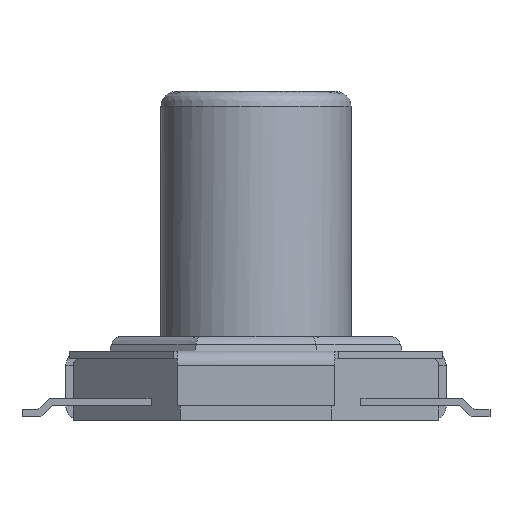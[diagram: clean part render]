
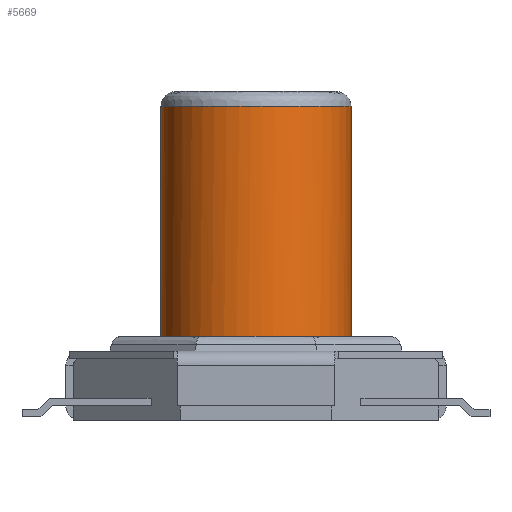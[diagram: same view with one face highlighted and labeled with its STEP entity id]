
A CAD part, front view. The second image highlights one B-rep face of the part: STEP entity #5669.
In plain terms, the highlighted free-form (B-spline) face has degree [2, 1] with [5, 2] control points.
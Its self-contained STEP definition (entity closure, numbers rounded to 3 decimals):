
#538 = VERTEX_POINT('',#539);
#539 = CARTESIAN_POINT('',(-1.3,0.,4.31));
#540 = VERTEX_POINT('',#541);
#541 = CARTESIAN_POINT('',(1.3,0.,4.31));
#593 = EDGE_CURVE('',#540,#594,#596,.T.);
#594 = VERTEX_POINT('',#595);
#595 = CARTESIAN_POINT('',(1.3,0.,1.16));
#596 = B_SPLINE_CURVE_WITH_KNOTS('',1,(#597,#598),.UNSPECIFIED.,.F.,.F.,
  (2,2),(0.2,3.35),.PIECEWISE_BEZIER_KNOTS.);
#597 = CARTESIAN_POINT('',(1.3,0.,4.31));
#598 = CARTESIAN_POINT('',(1.3,0.,1.16));
#601 = VERTEX_POINT('',#602);
#602 = CARTESIAN_POINT('',(-1.3,0.,1.16));
#610 = EDGE_CURVE('',#538,#601,#611,.T.);
#611 = B_SPLINE_CURVE_WITH_KNOTS('',1,(#612,#613),.UNSPECIFIED.,.F.,.F.,
  (2,2),(0.2,3.35),.PIECEWISE_BEZIER_KNOTS.);
#612 = CARTESIAN_POINT('',(-1.3,0.,4.31));
#613 = CARTESIAN_POINT('',(-1.3,0.,1.16));
#5656 = EDGE_CURVE('',#601,#594,#5657,.T.);
#5657 = ( BOUNDED_CURVE() B_SPLINE_CURVE(2,(#5658,#5659,#5660,#5661,
#5662),.UNSPECIFIED.,.F.,.F.) B_SPLINE_CURVE_WITH_KNOTS((3,2,3),(
    3.142,4.712,6.283),
.PIECEWISE_BEZIER_KNOTS.) CURVE() GEOMETRIC_REPRESENTATION_ITEM() 
RATIONAL_B_SPLINE_CURVE((1.,0.707,1.,0.707,1.)) 
REPRESENTATION_ITEM('') );
#5658 = CARTESIAN_POINT('',(-1.3,0.,1.16));
#5659 = CARTESIAN_POINT('',(-1.3,-1.3,1.16));
#5660 = CARTESIAN_POINT('',(0.,-1.3,
    1.16));
#5661 = CARTESIAN_POINT('',(1.3,-1.3,1.16));
#5662 = CARTESIAN_POINT('',(1.3,0.,1.16));
#5669 = ADVANCED_FACE('',(#5670),#5683,.T.);
#5670 = FACE_BOUND('',#5671,.T.);
#5671 = EDGE_LOOP('',(#5672,#5673,#5681,#5682));
#5672 = ORIENTED_EDGE('',*,*,#593,.F.);
#5673 = ORIENTED_EDGE('',*,*,#5674,.T.);
#5674 = EDGE_CURVE('',#540,#538,#5675,.T.);
#5675 = ( BOUNDED_CURVE() B_SPLINE_CURVE(2,(#5676,#5677,#5678,#5679,
#5680),.UNSPECIFIED.,.F.,.F.) B_SPLINE_CURVE_WITH_KNOTS((3,2,3),(0.,
1.571,3.142),.PIECEWISE_BEZIER_KNOTS.) CURVE() 
GEOMETRIC_REPRESENTATION_ITEM() RATIONAL_B_SPLINE_CURVE((1.,
0.707,1.,0.707,1.)) REPRESENTATION_ITEM('') );
#5676 = CARTESIAN_POINT('',(1.3,0.,4.31));
#5677 = CARTESIAN_POINT('',(1.3,-1.3,4.31));
#5678 = CARTESIAN_POINT('',(0.,-1.3,
    4.31));
#5679 = CARTESIAN_POINT('',(-1.3,-1.3,4.31));
#5680 = CARTESIAN_POINT('',(-1.3,0.,4.31));
#5681 = ORIENTED_EDGE('',*,*,#610,.T.);
#5682 = ORIENTED_EDGE('',*,*,#5656,.T.);
#5683 = ( BOUNDED_SURFACE() B_SPLINE_SURFACE(2,1,(
    (#5684,#5685)
    ,(#5686,#5687)
    ,(#5688,#5689)
    ,(#5690,#5691)
    ,(#5692,#5693
)),.UNSPECIFIED.,.F.,.F.,.F.) B_SPLINE_SURFACE_WITH_KNOTS((3,2,3),(2,2),
  (3.142,4.712,6.283),(0.2,3.35),
.PIECEWISE_BEZIER_KNOTS.) GEOMETRIC_REPRESENTATION_ITEM() 
RATIONAL_B_SPLINE_SURFACE((
    (1.,1.)
    ,(0.707,0.707)
    ,(1.,1.)
    ,(0.707,0.707)
,(1.,1.))) REPRESENTATION_ITEM('') SURFACE() );
#5684 = CARTESIAN_POINT('',(1.3,0.,4.31));
#5685 = CARTESIAN_POINT('',(1.3,0.,1.16));
#5686 = CARTESIAN_POINT('',(1.3,-1.3,4.31));
#5687 = CARTESIAN_POINT('',(1.3,-1.3,1.16));
#5688 = CARTESIAN_POINT('',(0.,-1.3,
    4.31));
#5689 = CARTESIAN_POINT('',(0.,-1.3,
    1.16));
#5690 = CARTESIAN_POINT('',(-1.3,-1.3,4.31));
#5691 = CARTESIAN_POINT('',(-1.3,-1.3,1.16));
#5692 = CARTESIAN_POINT('',(-1.3,0.,4.31));
#5693 = CARTESIAN_POINT('',(-1.3,0.,1.16));
